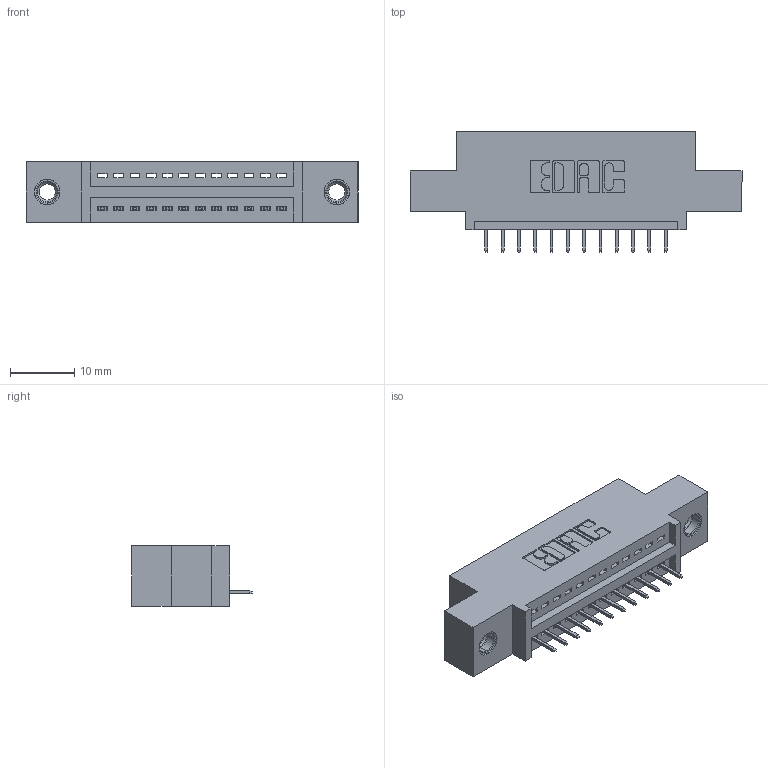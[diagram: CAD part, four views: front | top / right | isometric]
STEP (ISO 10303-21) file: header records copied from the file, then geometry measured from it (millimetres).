
FILE_DESCRIPTION (( 'STEP AP203' ), '1' );
FILE_NAME ('845-012-525-407.STEP', '2020-09-22T16:18:51', ( '' ), ( '' ), 'SwSTEP 2.0', 'SolidWorks 2020', '' );
FILE_SCHEMA (( 'CONFIG_CONTROL_DESIGN' ));
Length unit declared in the file: inch
Products named in the file (4): 345-250-001_345-250-005-103; 345-292-001_345-293-125; 845-012-525-407; 845 Part_0.110 Offset - 0.156 Dia-TI
Assembly tree (15 placements, depth 2):
  845-012-525-407
    845 Part_0.110 Offset - 0.156 Dia-TI
    345-292-001_345-293-125  x12
    345-250-001_345-250-005-103  x2
Bounding box: 51.69 x 18.72 x 9.4 mm (x, y, z)
Volume: 4527.8 mm3; surface area: 5560.4 mm2
Topology: 15 solids, 15 shells, 934 faces, 2649 edges, 1710 vertices
Faces by surface type: plane 668, cylinder 250, cone 12, torus 4
Entity records: 14462 total; most frequent: CARTESIAN_POINT 2487, ORIENTED_EDGE 2426, DIRECTION 2243, EDGE_CURVE 1213, LINE 1017, VECTOR 1017, VERTEX_POINT 800, AXIS2_PLACEMENT_3D 613
